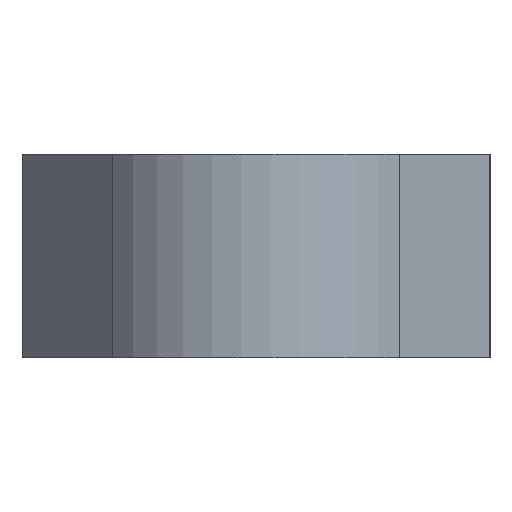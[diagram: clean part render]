
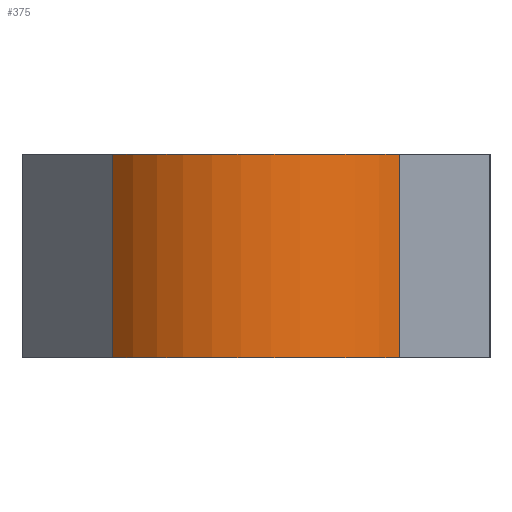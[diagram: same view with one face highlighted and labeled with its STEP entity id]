
A CAD part, front view. The second image highlights one B-rep face of the part: STEP entity #375.
In plain terms, the highlighted cylindrical face has radius 4.5 mm (diameter 9 mm), a partial arc.
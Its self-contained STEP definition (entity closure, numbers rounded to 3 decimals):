
#12=CIRCLE('',#409,4.5);
#13=CIRCLE('',#410,4.5);
#20=CYLINDRICAL_SURFACE('',#408,4.5);
#44=ORIENTED_EDGE('',*,*,#146,.T.);
#45=ORIENTED_EDGE('',*,*,#147,.F.);
#46=ORIENTED_EDGE('',*,*,#148,.F.);
#47=ORIENTED_EDGE('',*,*,#144,.T.);
#144=EDGE_CURVE('',#195,#194,#232,.T.);
#146=EDGE_CURVE('',#194,#196,#12,.T.);
#147=EDGE_CURVE('',#197,#196,#234,.T.);
#148=EDGE_CURVE('',#195,#197,#13,.T.);
#194=VERTEX_POINT('',#569);
#195=VERTEX_POINT('',#571);
#196=VERTEX_POINT('',#575);
#197=VERTEX_POINT('',#577);
#232=LINE('',#570,#276);
#234=LINE('',#576,#278);
#276=VECTOR('',#457,1000.);
#278=VECTOR('',#463,1000.);
#307=EDGE_LOOP('',(#44,#45,#46,#47));
#333=FACE_BOUND('',#307,.T.);
#375=ADVANCED_FACE('',(#333),#20,.T.);
#408=AXIS2_PLACEMENT_3D('',#573,#459,#460);
#409=AXIS2_PLACEMENT_3D('',#574,#461,#462);
#410=AXIS2_PLACEMENT_3D('',#578,#464,#465);
#457=DIRECTION('',(0.,0.,-1.));
#459=DIRECTION('',(0.,0.,-1.));
#460=DIRECTION('',(-1.,0.,0.));
#461=DIRECTION('',(0.,0.,1.));
#462=DIRECTION('',(1.,0.,0.));
#463=DIRECTION('',(0.,0.,-1.));
#464=DIRECTION('',(0.,0.,1.));
#465=DIRECTION('',(1.,0.,0.));
#569=CARTESIAN_POINT('',(-25.022,5.699,17.5));
#570=CARTESIAN_POINT('',(-25.022,5.699,22.5));
#571=CARTESIAN_POINT('',(-25.022,5.699,22.5));
#573=CARTESIAN_POINT('',(-21.5,8.5,22.5));
#574=CARTESIAN_POINT('',(-21.5,8.5,17.5));
#575=CARTESIAN_POINT('',(-17.978,5.699,17.5));
#576=CARTESIAN_POINT('',(-17.978,5.699,22.5));
#577=CARTESIAN_POINT('',(-17.978,5.699,22.5));
#578=CARTESIAN_POINT('',(-21.5,8.5,22.5));
